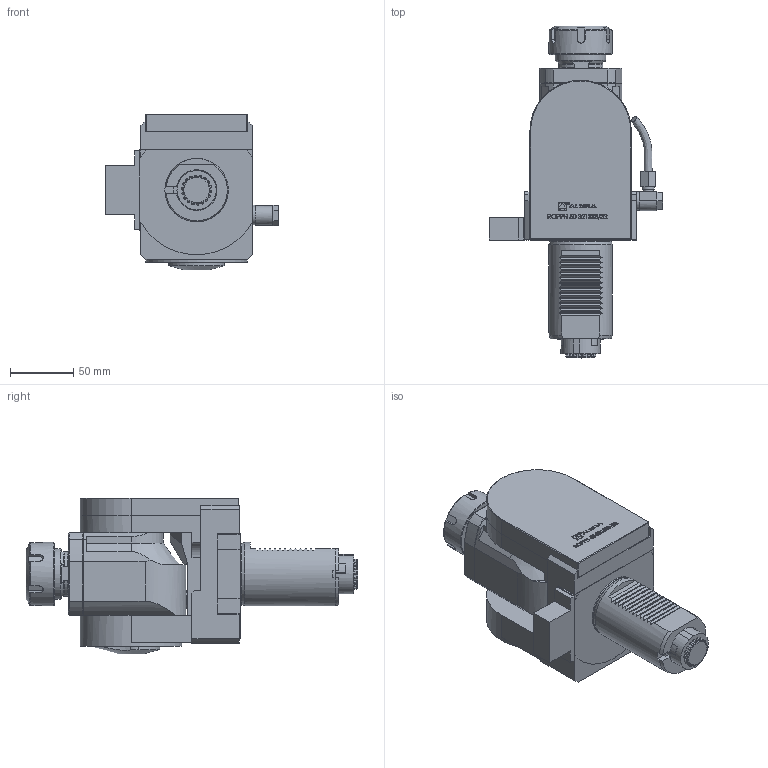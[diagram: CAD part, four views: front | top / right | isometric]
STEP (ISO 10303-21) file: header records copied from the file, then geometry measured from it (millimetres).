
FILE_DESCRIPTION (( 'STEP AP214' ), '1' );
FILE_NAME ('ROPPH50321SS332.STEP', '2025-07-30T12:57:58', ( '' ), ( '' ), 'SwSTEP 2.0', 'SolidWorks 2023', '' );
FILE_SCHEMA (( 'AUTOMOTIVE_DESIGN' ));
Length unit declared in the file: millimetre
Products named in the file (1): ROPPH50321SS332
Bounding box: 136.7 x 261.91 x 123 mm (x, y, z)
Volume: 1279111.9 mm3; surface area: 111521.2 mm2
Topology: 1 solids, 1 shells, 762 faces, 2081 edges, 1362 vertices
Faces by surface type: plane 424, cylinder 150, bspline 133, cone 41, torus 14
Full cylindrical faces by diameter (mm): 1.7 x1, 2.1 x1, 6.366 x1, 8.2 x1, 9.8 x1, 14.5 x1, 40 x1, 48.7 x1, 50 x2, 80 x1
Entity records: 40187 total; most frequent: CARTESIAN_POINT 13846, ORIENTED_EDGE 4098, DIRECTION 3102, EDGE_CURVE 2049, VERTEX_POINT 1351, LINE 1198, VECTOR 1198, AXIS2_PLACEMENT_3D 952
